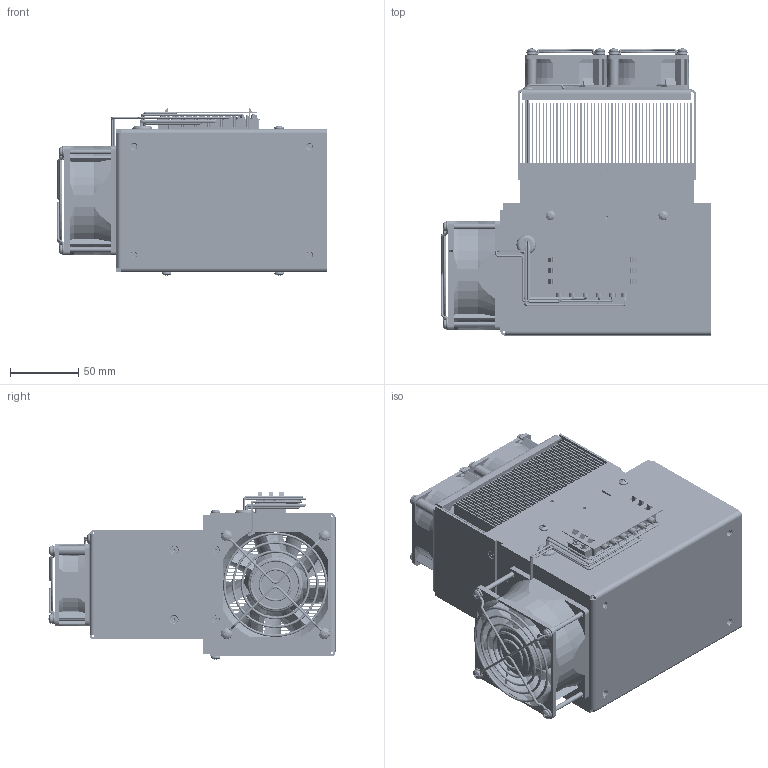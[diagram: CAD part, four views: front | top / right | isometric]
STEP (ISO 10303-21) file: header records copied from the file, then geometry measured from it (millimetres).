
FILE_DESCRIPTION(/* description */ ('Alibre Inc.'),/* implementation_level */ '2;1');
FILE_NAME(/* name */ 'export-78D66691-3540-4F02-9E22-615DBCAF80A6',/* time_stamp */ '2022-02-01T15:24:27-05:00',/* author */ (''),/* organization */ (''),/* preprocessor_version */ 'ST-DEVELOPER v17',/* originating_system */ 'Alibre',/* authorisation */ '');
FILE_SCHEMA (('AUTOMOTIVE_DESIGN'));
Length unit declared in the file: inch
Products named in the file (67): rev J; PRODUCT_ID_1; FFC0848CE-P54C; sc80_w2; SC60-W2_assy
Bounding box: 197.5 x 209.95 x 122.38 mm (x, y, z)
Volume: 1262392 mm3; surface area: 1471684.3 mm2
Topology: 202 solids, 202 shells, 5908 faces, 14703 edges, 9355 vertices
Faces by surface type: plane 2997, cylinder 1137, bspline 848, torus 508, cone 348, sphere 70
Full cylindrical faces by diameter (mm): 1.422 x36, 1.524 x4, 1.694 x4, 1.829 x16, 2.156 x6, 2.159 x4, 2.388 x4, 2.459 x2, 2.642 x19, 2.845 x6, 3.175 x1, 3.505 x37, 3.658 x6, 4.134 x4, 4.166 x6, 4.216 x11, 4.267 x3, 4.3 x12, 4.318 x8, 4.699 x4, 4.75 x2, 4.826 x2, 5.08 x4, 5.563 x15, 5.74 x3, 6.299 x3, 6.35 x15, 6.401 x4, 6.858 x34, 7.938 x8
Entity records: 103083 total; most frequent: CARTESIAN_POINT 32788, ORIENTED_EDGE 15214, DIRECTION 11054, EDGE_CURVE 7607, VERTEX_POINT 5021, AXIS2_PLACEMENT_3D 4344, VECTOR 4039, LINE 4039
